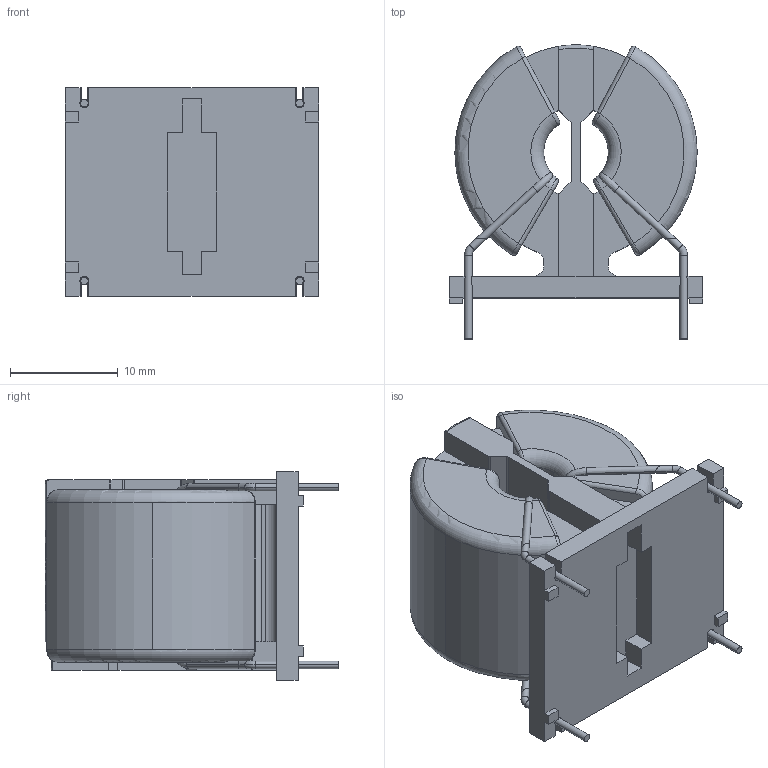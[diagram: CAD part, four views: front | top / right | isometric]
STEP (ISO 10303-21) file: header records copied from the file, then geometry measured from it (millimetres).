
FILE_DESCRIPTION (( 'STEP AP214' ), '1' );
FILE_NAME ('SC-04-E17J.STEP', '2019-02-04T00:17:39', ( '' ), ( '' ), 'SwSTEP 2.0', 'SolidWorks 2018', '' );
FILE_SCHEMA (( 'AUTOMOTIVE_DESIGN' ));
Length unit declared in the file: millimetre
Products named in the file (1): SC-04-E17J
Bounding box: 23.5 x 27.3 x 19.4 mm (x, y, z)
Volume: 6185 mm3; surface area: 4820.8 mm2
Topology: 1 solids, 1 shells, 314 faces, 906 edges, 594 vertices
Faces by surface type: plane 143, cylinder 109, torus 30, bspline 20, cone 12
Entity records: 14956 total; most frequent: CARTESIAN_POINT 3295, ORIENTED_EDGE 1812, DIRECTION 1642, EDGE_CURVE 906, VERTEX_POINT 594, AXIS2_PLACEMENT_3D 577, VECTOR 488, LINE 488
